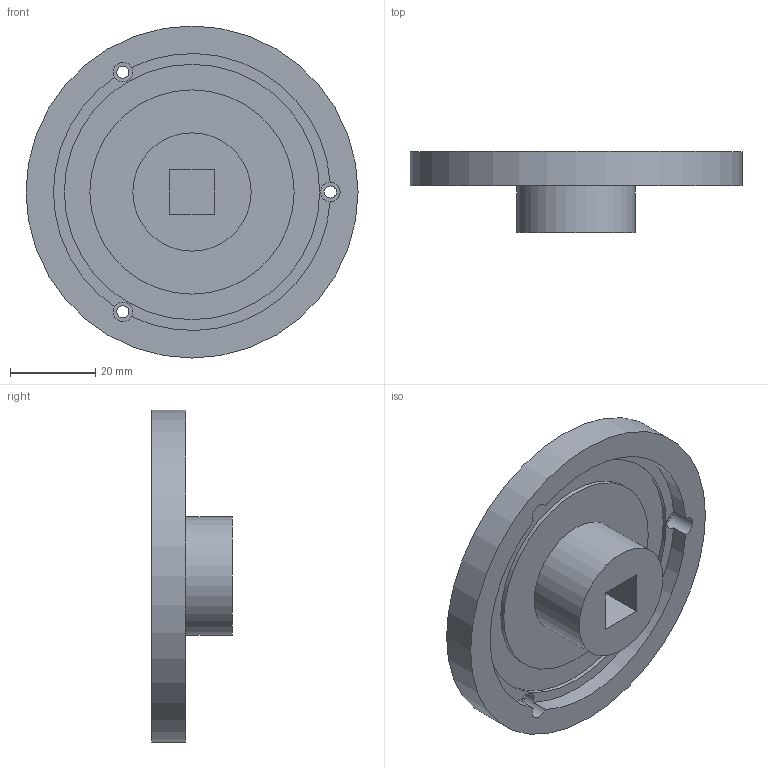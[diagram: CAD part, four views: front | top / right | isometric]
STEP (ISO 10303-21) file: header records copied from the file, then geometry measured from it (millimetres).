
FILE_DESCRIPTION(/* description */ (''),/* implementation_level */ '2;1');
FILE_NAME(/* name */ 'ARM 2 ELBOW PLATE.step',/* time_stamp */ '2024-08-11T18:22:02-04:00',/* author */ (''),/* organization */ (''),/* preprocessor_version */ 'ST-DEVELOPER v20',/* originating_system */ 'Autodesk Translation Framework v13.14.0.145',/* authorisation */ '');
FILE_SCHEMA (('AUTOMOTIVE_DESIGN { 1 0 10303 214 3 1 1 }'));
Length unit declared in the file: millimetre
Products named in the file (1): ARM 2
Bounding box: 78 x 19 x 78 mm (x, y, z)
Volume: 31094.2 mm3; surface area: 14757.1 mm2
Topology: 1 solids, 1 shells, 27 faces, 60 edges, 40 vertices
Faces by surface type: plane 14, cylinder 13
Full cylindrical faces by diameter (mm): 2.85 x3, 4.6 x3, 27.8 x1, 48 x1, 60 x1, 78 x1
Entity records: 800 total; most frequent: DIRECTION 148, CARTESIAN_POINT 128, ORIENTED_EDGE 120, EDGE_CURVE 60, AXIS2_PLACEMENT_3D 60, VERTEX_POINT 40, EDGE_LOOP 38, CIRCLE 32
